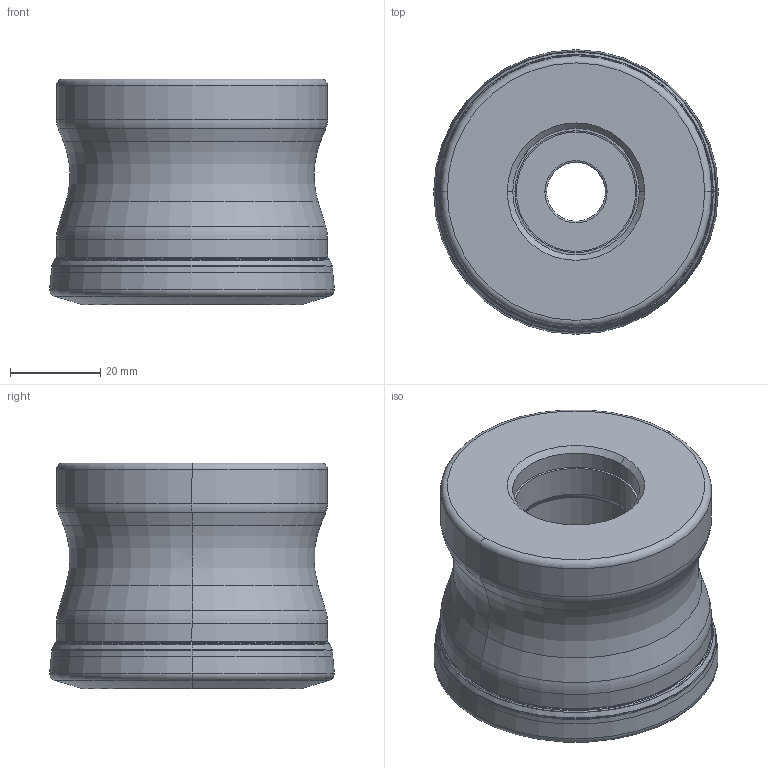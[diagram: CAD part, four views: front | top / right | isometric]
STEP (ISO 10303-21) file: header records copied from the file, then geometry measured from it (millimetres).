
FILE_DESCRIPTION(/* description */ (''),/* implementation_level */ '2;1');
FILE_NAME(/* name */ 'WJX14-063X05AR_MR1_5.stp',/* time_stamp */ '2021-09-08T11:37:45+09:00',/* author */ (''),/* organization */ (''),/* preprocessor_version */ 'ST-DEVELOPER v16',/* originating_system */ 'SIEMENS PLM Software NX 10.0',/* authorisation */ '');
FILE_SCHEMA (('AUTOMOTIVE_DESIGN { 1 0 10303 214 3 1 1 1 }'));
Length unit declared in the file: millimetre
Products named in the file (1): WJX14-063X05AR_MR1_5_ASM
Bounding box: 63 x 62.99 x 50 mm (x, y, z)
Volume: 129564.3 mm3; surface area: 24271.8 mm2
Topology: 2 solids, 2 shells, 134 faces, 357 edges, 267 vertices
Faces by surface type: torus 54, cone 24, revolution 22, bspline 14, cylinder 14, plane 6
Entity records: 5160 total; most frequent: CARTESIAN_POINT 1606, DIRECTION 796, ORIENTED_EDGE 644, AXIS2_PLACEMENT_3D 367, EDGE_CURVE 322, CIRCLE 258, VERTEX_POINT 194, EDGE_LOOP 140
